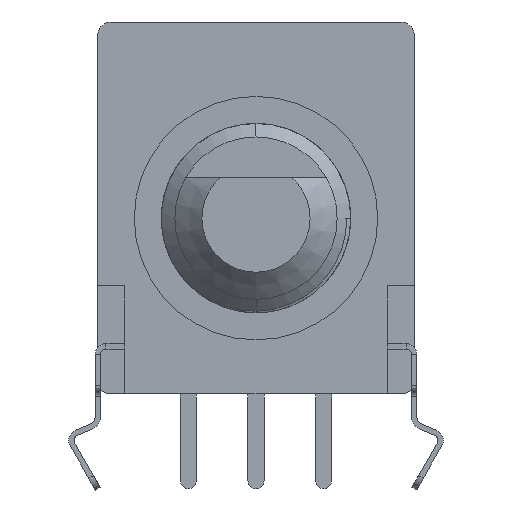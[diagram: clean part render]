
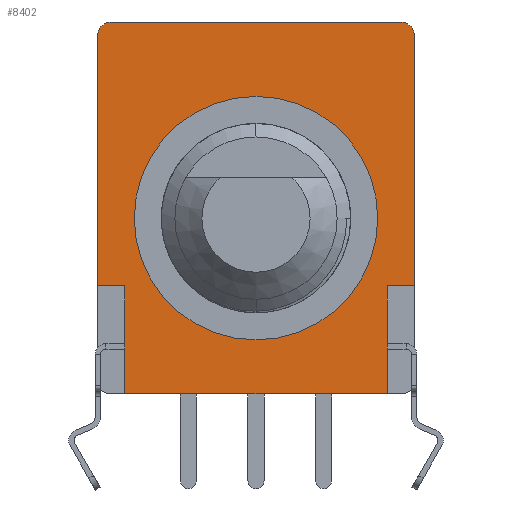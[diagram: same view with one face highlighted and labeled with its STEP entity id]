
A CAD part, front view. The second image highlights one B-rep face of the part: STEP entity #8402.
In plain terms, the highlighted planar face has unit normal (0, -1, 0).
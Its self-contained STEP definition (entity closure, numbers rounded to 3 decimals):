
#224 = CIRCLE ( 'NONE', #602, 0.5 ) ;
#602 = AXIS2_PLACEMENT_3D ( 'NONE', #7493, #13079, #24137 ) ;
#981 = CARTESIAN_POINT ( 'NONE',  ( 0., -3.153, 6.497 ) ) ;
#1720 = LINE ( 'NONE', #18468, #5524 ) ;
#1763 = VERTEX_POINT ( 'NONE', #4211 ) ;
#1885 = DIRECTION ( 'NONE',  ( 0., 0., 1. ) ) ;
#2029 = EDGE_CURVE ( 'NONE', #6497, #21619, #11845, .T. ) ;
#2173 = CARTESIAN_POINT ( 'NONE',  ( -4.85, -3.153, 3.997 ) ) ;
#2246 = ORIENTED_EDGE ( 'NONE', *, *, #8123, .F. ) ;
#2402 = DIRECTION ( 'NONE',  ( 0., -1., 0. ) ) ;
#2573 = CARTESIAN_POINT ( 'NONE',  ( -4.85, -3.153, 3.997 ) ) ;
#2663 = VECTOR ( 'NONE', #1885, 1000. ) ;
#2695 = CARTESIAN_POINT ( 'NONE',  ( 5.85, -3.153, 13.247 ) ) ;
#3127 = CARTESIAN_POINT ( 'NONE',  ( 5.35, -3.153, 13.747 ) ) ;
#3150 = ORIENTED_EDGE ( 'NONE', *, *, #5812, .F. ) ;
#3384 = CARTESIAN_POINT ( 'NONE',  ( 4.85, -3.153, -0.003 ) ) ;
#3458 = CARTESIAN_POINT ( 'NONE',  ( 5.85, -3.153, 3.997 ) ) ;
#3577 = DIRECTION ( 'NONE',  ( 0., -1., 0. ) ) ;
#4012 = LINE ( 'NONE', #2173, #5903 ) ;
#4014 = CIRCLE ( 'NONE', #6350, 4.5 ) ;
#4043 = LINE ( 'NONE', #4411, #20910 ) ;
#4201 = DIRECTION ( 'NONE',  ( 0., 0., 1. ) ) ;
#4211 = CARTESIAN_POINT ( 'NONE',  ( -4.85, -3.153, -0.003 ) ) ;
#4226 = EDGE_CURVE ( 'NONE', #17561, #12274, #16761, .T. ) ;
#4296 = DIRECTION ( 'NONE',  ( 0., 0., -1. ) ) ;
#4411 = CARTESIAN_POINT ( 'NONE',  ( -5.85, -3.153, 13.247 ) ) ;
#4597 = CARTESIAN_POINT ( 'NONE',  ( 4.85, -3.153, 3.997 ) ) ;
#5080 = EDGE_LOOP ( 'NONE', ( #18761, #15699 ) ) ;
#5125 = VECTOR ( 'NONE', #4201, 1000. ) ;
#5521 = VERTEX_POINT ( 'NONE', #7405 ) ;
#5524 = VECTOR ( 'NONE', #23999, 1000. ) ;
#5812 = EDGE_CURVE ( 'NONE', #16362, #6559, #11367, .T. ) ;
#5887 = VECTOR ( 'NONE', #22777, 1000. ) ;
#5903 = VECTOR ( 'NONE', #9416, 1000. ) ;
#5979 = LINE ( 'NONE', #10138, #17368 ) ;
#6350 = AXIS2_PLACEMENT_3D ( 'NONE', #20343, #3577, #22657 ) ;
#6353 = CARTESIAN_POINT ( 'NONE',  ( 4.85, -3.153, 3.997 ) ) ;
#6465 = CARTESIAN_POINT ( 'NONE',  ( -5.35, -3.153, 13.247 ) ) ;
#6497 = VERTEX_POINT ( 'NONE', #18991 ) ;
#6559 = VERTEX_POINT ( 'NONE', #15779 ) ;
#7073 = VERTEX_POINT ( 'NONE', #10715 ) ;
#7405 = CARTESIAN_POINT ( 'NONE',  ( 4.85, -3.153, 1.654 ) ) ;
#7493 = CARTESIAN_POINT ( 'NONE',  ( 5.35, -3.153, 13.247 ) ) ;
#7736 = CARTESIAN_POINT ( 'NONE',  ( 5.85, -3.153, 3.997 ) ) ;
#8123 = EDGE_CURVE ( 'NONE', #7073, #16362, #20952, .T. ) ;
#8169 = PLANE ( 'NONE',  #8959 ) ;
#8402 = ADVANCED_FACE ( 'NONE', ( #17571, #21013 ), #8169, .T. ) ;
#8405 = ORIENTED_EDGE ( 'NONE', *, *, #16990, .T. ) ;
#8959 = AXIS2_PLACEMENT_3D ( 'NONE', #19149, #2402, #15462 ) ;
#8962 = DIRECTION ( 'NONE',  ( 0., -1., 0. ) ) ;
#9323 = EDGE_CURVE ( 'NONE', #5521, #22107, #10151, .T. ) ;
#9324 = CARTESIAN_POINT ( 'NONE',  ( -5.85, -3.153, 13.247 ) ) ;
#9416 = DIRECTION ( 'NONE',  ( 0., 0., 1. ) ) ;
#9471 = ORIENTED_EDGE ( 'NONE', *, *, #17254, .F. ) ;
#10060 = CARTESIAN_POINT ( 'NONE',  ( 5.85, -3.153, 0.497 ) ) ;
#10138 = CARTESIAN_POINT ( 'NONE',  ( 4.85, -3.153, 3.997 ) ) ;
#10151 = LINE ( 'NONE', #6353, #16917 ) ;
#10220 = EDGE_CURVE ( 'NONE', #16415, #6559, #4043, .T. ) ;
#10363 = ORIENTED_EDGE ( 'NONE', *, *, #10220, .T. ) ;
#10605 = CARTESIAN_POINT ( 'NONE',  ( -5.35, -3.153, -0.003 ) ) ;
#10715 = CARTESIAN_POINT ( 'NONE',  ( -4.85, -3.153, 1.854 ) ) ;
#10842 = EDGE_CURVE ( 'NONE', #22185, #5521, #5979, .T. ) ;
#10934 = ORIENTED_EDGE ( 'NONE', *, *, #23064, .T. ) ;
#11367 = LINE ( 'NONE', #16968, #14644 ) ;
#11465 = CARTESIAN_POINT ( 'NONE',  ( 4.85, -3.153, 1.854 ) ) ;
#11541 = ORIENTED_EDGE ( 'NONE', *, *, #10842, .F. ) ;
#11845 = CIRCLE ( 'NONE', #18861, 4.5 ) ;
#11944 = ORIENTED_EDGE ( 'NONE', *, *, #13481, .F. ) ;
#11979 = DIRECTION ( 'NONE',  ( 0., 0., -1. ) ) ;
#12204 = ORIENTED_EDGE ( 'NONE', *, *, #12432, .T. ) ;
#12274 = VERTEX_POINT ( 'NONE', #4597 ) ;
#12432 = EDGE_CURVE ( 'NONE', #13119, #16415, #24083, .T. ) ;
#12798 = ORIENTED_EDGE ( 'NONE', *, *, #13196, .T. ) ;
#13069 = CARTESIAN_POINT ( 'NONE',  ( -5.35, -3.153, 13.747 ) ) ;
#13079 = DIRECTION ( 'NONE',  ( 0., -1., 0. ) ) ;
#13119 = VERTEX_POINT ( 'NONE', #13069 ) ;
#13196 = EDGE_CURVE ( 'NONE', #1763, #22107, #15495, .T. ) ;
#13481 = EDGE_CURVE ( 'NONE', #1763, #22625, #21967, .T. ) ;
#13574 = LINE ( 'NONE', #10060, #5125 ) ;
#13645 = VERTEX_POINT ( 'NONE', #2695 ) ;
#14100 = VERTEX_POINT ( 'NONE', #3127 ) ;
#14644 = VECTOR ( 'NONE', #19413, 1000. ) ;
#15164 = DIRECTION ( 'NONE',  ( 0., -1., 0. ) ) ;
#15287 = LINE ( 'NONE', #20960, #5887 ) ;
#15360 = DIRECTION ( 'NONE',  ( 0., 0., -1. ) ) ;
#15462 = DIRECTION ( 'NONE',  ( 0., 0., -1. ) ) ;
#15495 = LINE ( 'NONE', #10605, #22947 ) ;
#15699 = ORIENTED_EDGE ( 'NONE', *, *, #2029, .F. ) ;
#15779 = CARTESIAN_POINT ( 'NONE',  ( -5.85, -3.153, 3.997 ) ) ;
#15836 = AXIS2_PLACEMENT_3D ( 'NONE', #6465, #15164, #11979 ) ;
#16202 = DIRECTION ( 'NONE',  ( 1., 0., 0. ) ) ;
#16362 = VERTEX_POINT ( 'NONE', #17510 ) ;
#16415 = VERTEX_POINT ( 'NONE', #9324 ) ;
#16761 = LINE ( 'NONE', #7736, #22019 ) ;
#16882 = DIRECTION ( 'NONE',  ( -1., 0., 0. ) ) ;
#16917 = VECTOR ( 'NONE', #17718, 1000. ) ;
#16968 = CARTESIAN_POINT ( 'NONE',  ( -5.85, -3.153, 3.997 ) ) ;
#16990 = EDGE_CURVE ( 'NONE', #17561, #13645, #13574, .T. ) ;
#16993 = EDGE_CURVE ( 'NONE', #12274, #22185, #15287, .T. ) ;
#17103 = VECTOR ( 'NONE', #21070, 1000. ) ;
#17254 = EDGE_CURVE ( 'NONE', #22625, #7073, #4012, .T. ) ;
#17368 = VECTOR ( 'NONE', #15360, 1000. ) ;
#17510 = CARTESIAN_POINT ( 'NONE',  ( -4.85, -3.153, 3.997 ) ) ;
#17561 = VERTEX_POINT ( 'NONE', #3458 ) ;
#17571 = FACE_OUTER_BOUND ( 'NONE', #18419, .T. ) ;
#17718 = DIRECTION ( 'NONE',  ( 0., 0., -1. ) ) ;
#17795 = ORIENTED_EDGE ( 'NONE', *, *, #4226, .F. ) ;
#17854 = DIRECTION ( 'NONE',  ( 0., 0., -1. ) ) ;
#18419 = EDGE_LOOP ( 'NONE', ( #22069, #17795, #8405, #22394, #10934, #12204, #10363, #3150, #2246, #9471, #11944, #12798, #23652, #11541 ) ) ;
#18468 = CARTESIAN_POINT ( 'NONE',  ( 5.35, -3.153, 13.747 ) ) ;
#18549 = EDGE_CURVE ( 'NONE', #21619, #6497, #4014, .T. ) ;
#18631 = CARTESIAN_POINT ( 'NONE',  ( -4.85, -3.153, 3.997 ) ) ;
#18761 = ORIENTED_EDGE ( 'NONE', *, *, #18549, .F. ) ;
#18861 = AXIS2_PLACEMENT_3D ( 'NONE', #981, #8962, #17854 ) ;
#18991 = CARTESIAN_POINT ( 'NONE',  ( 0., -3.153, 1.997 ) ) ;
#19149 = CARTESIAN_POINT ( 'NONE',  ( -5.35, -3.153, 0.497 ) ) ;
#19413 = DIRECTION ( 'NONE',  ( -1., 0., 0. ) ) ;
#19838 = CARTESIAN_POINT ( 'NONE',  ( -4.85, -3.153, 1.654 ) ) ;
#20062 = EDGE_CURVE ( 'NONE', #13645, #14100, #224, .T. ) ;
#20343 = CARTESIAN_POINT ( 'NONE',  ( 0., -3.153, 6.497 ) ) ;
#20371 = CARTESIAN_POINT ( 'NONE',  ( 0., -3.153, 10.997 ) ) ;
#20910 = VECTOR ( 'NONE', #4296, 1000. ) ;
#20952 = LINE ( 'NONE', #2573, #17103 ) ;
#20960 = CARTESIAN_POINT ( 'NONE',  ( 4.85, -3.153, 3.997 ) ) ;
#21013 = FACE_BOUND ( 'NONE', #5080, .T. ) ;
#21070 = DIRECTION ( 'NONE',  ( 0., 0., 1. ) ) ;
#21619 = VERTEX_POINT ( 'NONE', #20371 ) ;
#21967 = LINE ( 'NONE', #18631, #2663 ) ;
#22019 = VECTOR ( 'NONE', #16882, 1000. ) ;
#22069 = ORIENTED_EDGE ( 'NONE', *, *, #16993, .F. ) ;
#22107 = VERTEX_POINT ( 'NONE', #3384 ) ;
#22185 = VERTEX_POINT ( 'NONE', #11465 ) ;
#22394 = ORIENTED_EDGE ( 'NONE', *, *, #20062, .T. ) ;
#22625 = VERTEX_POINT ( 'NONE', #19838 ) ;
#22657 = DIRECTION ( 'NONE',  ( 0., 0., -1. ) ) ;
#22777 = DIRECTION ( 'NONE',  ( 0., 0., -1. ) ) ;
#22947 = VECTOR ( 'NONE', #16202, 1000. ) ;
#23064 = EDGE_CURVE ( 'NONE', #14100, #13119, #1720, .T. ) ;
#23652 = ORIENTED_EDGE ( 'NONE', *, *, #9323, .F. ) ;
#23999 = DIRECTION ( 'NONE',  ( -1., 0., 0. ) ) ;
#24083 = CIRCLE ( 'NONE', #15836, 0.5 ) ;
#24137 = DIRECTION ( 'NONE',  ( 0., 0., -1. ) ) ;
